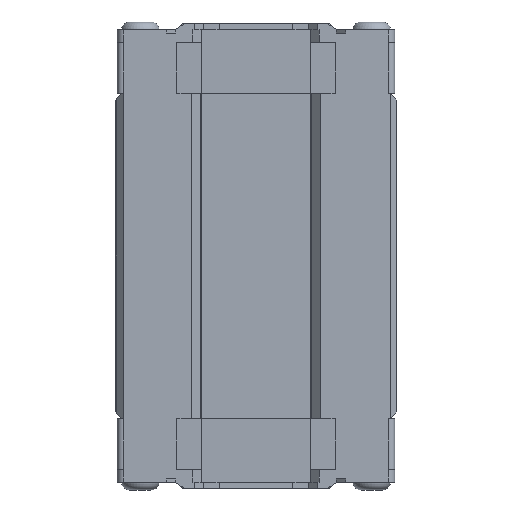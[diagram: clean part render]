
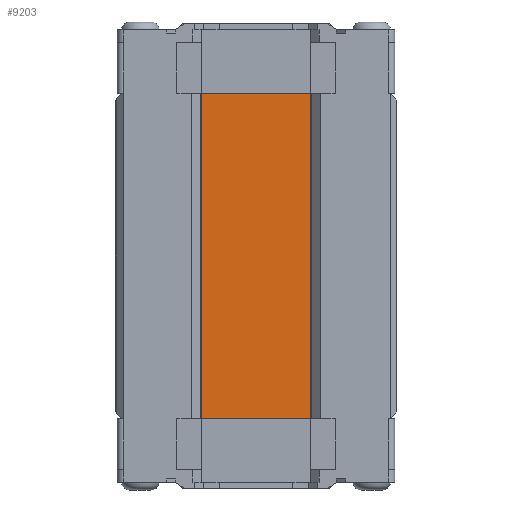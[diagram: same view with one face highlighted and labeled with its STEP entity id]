
A CAD part, front view. The second image highlights one B-rep face of the part: STEP entity #9203.
In plain terms, the highlighted planar face has unit normal (0, -1, 0).
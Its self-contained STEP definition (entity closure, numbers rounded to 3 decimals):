
#521=PLANE('',#10046);
#1007=FACE_OUTER_BOUND('',#1531,.T.);
#1531=EDGE_LOOP('',(#8531,#8532,#8533,#8534));
#2351=LINE('',#14875,#3325);
#2412=LINE('',#15069,#3386);
#2506=LINE('',#15296,#3480);
#2507=LINE('',#15298,#3481);
#3325=VECTOR('',#12184,10.);
#3386=VECTOR('',#12379,10.);
#3480=VECTOR('',#12639,10.);
#3481=VECTOR('',#12642,10.);
#4551=VERTEX_POINT('',#14872);
#4552=VERTEX_POINT('',#14874);
#4617=VERTEX_POINT('',#15066);
#4618=VERTEX_POINT('',#15068);
#5753=EDGE_CURVE('',#4551,#4552,#2351,.T.);
#5851=EDGE_CURVE('',#4617,#4618,#2412,.T.);
#5962=EDGE_CURVE('',#4551,#4618,#2506,.T.);
#5963=EDGE_CURVE('',#4552,#4617,#2507,.T.);
#8531=ORIENTED_EDGE('',*,*,#5962,.T.);
#8532=ORIENTED_EDGE('',*,*,#5851,.F.);
#8533=ORIENTED_EDGE('',*,*,#5963,.F.);
#8534=ORIENTED_EDGE('',*,*,#5753,.F.);
#9203=ADVANCED_FACE('',(#1007),#521,.T.);
#10046=AXIS2_PLACEMENT_3D('',#15297,#12640,#12641);
#12184=DIRECTION('',(-1.,0.,0.));
#12379=DIRECTION('',(1.,0.,0.));
#12639=DIRECTION('',(0.,0.,1.));
#12640=DIRECTION('center_axis',(0.,-1.,0.));
#12641=DIRECTION('ref_axis',(1.,0.,0.));
#12642=DIRECTION('',(0.,0.,1.));
#14872=CARTESIAN_POINT('',(8.17,-6.35,-24.25));
#14874=CARTESIAN_POINT('',(-8.17,-6.35,-24.25));
#14875=CARTESIAN_POINT('',(-8.17,-6.35,-24.25));
#15066=CARTESIAN_POINT('',(-8.17,-6.35,24.25));
#15068=CARTESIAN_POINT('',(8.17,-6.35,24.25));
#15069=CARTESIAN_POINT('',(-8.17,-6.35,24.25));
#15296=CARTESIAN_POINT('',(8.17,-6.35,0.));
#15297=CARTESIAN_POINT('Origin',(-8.17,-6.35,0.));
#15298=CARTESIAN_POINT('',(-8.17,-6.35,0.));
